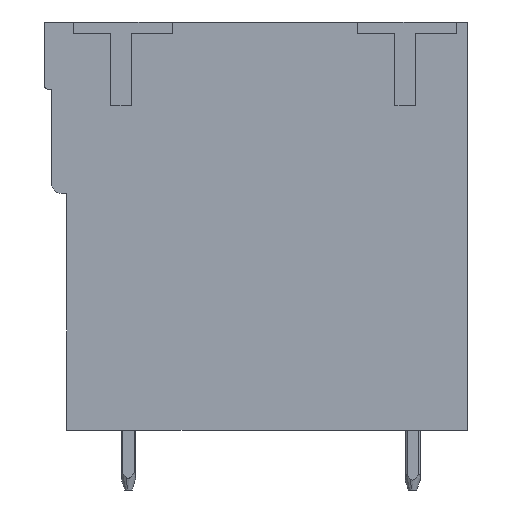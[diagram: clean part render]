
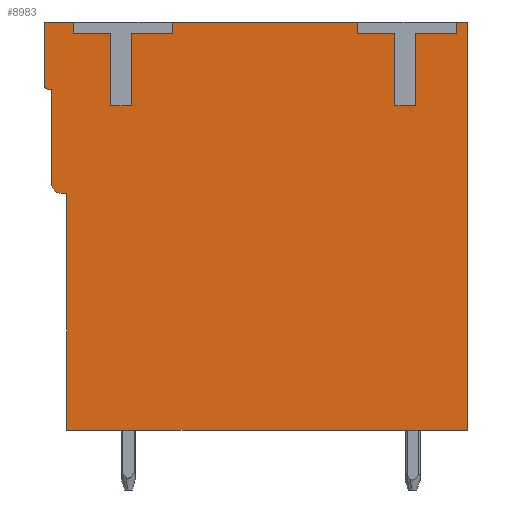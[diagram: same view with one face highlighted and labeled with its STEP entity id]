
A CAD part, left-side view. The second image highlights one B-rep face of the part: STEP entity #8983.
In plain terms, the highlighted planar face has unit normal (-1, 0, 0).
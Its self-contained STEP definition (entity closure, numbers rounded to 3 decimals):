
#8251=AXIS2_PLACEMENT_3D('Circle Axis2P3D',#8249,#8250,$) ;
#8323=AXIS2_PLACEMENT_3D('Circle Axis2P3D',#8321,#8322,$) ;
#8941=AXIS2_PLACEMENT_3D('Plane Axis2P3D',#8938,#8939,#8940) ;
#458=CARTESIAN_POINT('Vertex',(0.3,21.5,3.2)) ;
#461=CARTESIAN_POINT('Line Origine',(0.3,21.5,9.55)) ;
#465=CARTESIAN_POINT('Vertex',(0.3,21.5,15.9)) ;
#7377=CARTESIAN_POINT('Vertex',(0.3,5.9,25.1)) ;
#7380=CARTESIAN_POINT('Line Origine',(0.3,5.9,24.8)) ;
#7384=CARTESIAN_POINT('Vertex',(0.3,5.9,24.5)) ;
#7399=CARTESIAN_POINT('Line Origine',(0.3,4.9,24.5)) ;
#7403=CARTESIAN_POINT('Vertex',(0.3,3.9,24.5)) ;
#7418=CARTESIAN_POINT('Line Origine',(0.3,3.9,22.55)) ;
#7422=CARTESIAN_POINT('Vertex',(0.3,3.9,20.6)) ;
#7437=CARTESIAN_POINT('Line Origine',(0.3,3.35,20.6)) ;
#7441=CARTESIAN_POINT('Vertex',(0.3,2.8,20.6)) ;
#7456=CARTESIAN_POINT('Line Origine',(0.3,2.8,22.55)) ;
#7460=CARTESIAN_POINT('Vertex',(0.3,2.8,24.5)) ;
#7475=CARTESIAN_POINT('Line Origine',(0.3,1.7,24.5)) ;
#7479=CARTESIAN_POINT('Vertex',(0.3,0.6,24.5)) ;
#7494=CARTESIAN_POINT('Line Origine',(0.3,0.6,24.8)) ;
#7498=CARTESIAN_POINT('Vertex',(0.3,0.6,25.1)) ;
#7517=CARTESIAN_POINT('Vertex',(0.3,21.14,25.1)) ;
#7520=CARTESIAN_POINT('Line Origine',(0.3,21.14,24.8)) ;
#7524=CARTESIAN_POINT('Vertex',(0.3,21.14,24.5)) ;
#7539=CARTESIAN_POINT('Line Origine',(0.3,20.14,24.5)) ;
#7543=CARTESIAN_POINT('Vertex',(0.3,19.14,24.5)) ;
#7558=CARTESIAN_POINT('Line Origine',(0.3,19.14,22.55)) ;
#7562=CARTESIAN_POINT('Vertex',(0.3,19.14,20.6)) ;
#7577=CARTESIAN_POINT('Line Origine',(0.3,18.59,20.6)) ;
#7581=CARTESIAN_POINT('Vertex',(0.3,18.04,20.6)) ;
#7596=CARTESIAN_POINT('Line Origine',(0.3,18.04,22.55)) ;
#7600=CARTESIAN_POINT('Vertex',(0.3,18.04,24.5)) ;
#7615=CARTESIAN_POINT('Line Origine',(0.3,16.94,24.5)) ;
#7619=CARTESIAN_POINT('Vertex',(0.3,15.84,24.5)) ;
#7634=CARTESIAN_POINT('Line Origine',(0.3,15.84,24.8)) ;
#7638=CARTESIAN_POINT('Vertex',(0.3,15.84,25.1)) ;
#8225=CARTESIAN_POINT('Line Origine',(0.3,21.65,15.9)) ;
#8229=CARTESIAN_POINT('Vertex',(0.3,21.8,15.9)) ;
#8249=CARTESIAN_POINT('Axis2P3D Location',(0.3,21.8,16.4)) ;
#8253=CARTESIAN_POINT('Vertex',(0.3,22.3,16.4)) ;
#8273=CARTESIAN_POINT('Line Origine',(0.3,22.3,18.95)) ;
#8277=CARTESIAN_POINT('Vertex',(0.3,22.3,21.5)) ;
#8297=CARTESIAN_POINT('Line Origine',(0.3,22.4,21.5)) ;
#8301=CARTESIAN_POINT('Vertex',(0.3,22.5,21.5)) ;
#8321=CARTESIAN_POINT('Axis2P3D Location',(0.3,22.5,21.7)) ;
#8325=CARTESIAN_POINT('Vertex',(0.3,22.7,21.7)) ;
#8345=CARTESIAN_POINT('Line Origine',(0.3,22.7,23.4)) ;
#8349=CARTESIAN_POINT('Vertex',(0.3,22.7,25.1)) ;
#8369=CARTESIAN_POINT('Line Origine',(0.3,10.87,25.1)) ;
#8374=CARTESIAN_POINT('Line Origine',(0.3,0.3,25.1)) ;
#8378=CARTESIAN_POINT('Vertex',(0.3,0.,25.1)) ;
#8386=CARTESIAN_POINT('Line Origine',(0.3,21.92,25.1)) ;
#8938=CARTESIAN_POINT('Axis2P3D Location',(0.3,0.,0.)) ;
#8943=CARTESIAN_POINT('Line Origine',(0.3,10.75,3.2)) ;
#8947=CARTESIAN_POINT('Vertex',(0.3,0.,3.2)) ;
#8950=CARTESIAN_POINT('Line Origine',(0.3,0.,14.15)) ;
#462=DIRECTION('Vector Direction',(0.,0.,1.)) ;
#7381=DIRECTION('Vector Direction',(0.,0.,1.)) ;
#7400=DIRECTION('Vector Direction',(0.,1.,0.)) ;
#7419=DIRECTION('Vector Direction',(0.,0.,1.)) ;
#7438=DIRECTION('Vector Direction',(0.,1.,0.)) ;
#7457=DIRECTION('Vector Direction',(0.,0.,-1.)) ;
#7476=DIRECTION('Vector Direction',(0.,1.,0.)) ;
#7495=DIRECTION('Vector Direction',(0.,0.,-1.)) ;
#7521=DIRECTION('Vector Direction',(0.,0.,1.)) ;
#7540=DIRECTION('Vector Direction',(0.,1.,0.)) ;
#7559=DIRECTION('Vector Direction',(0.,0.,1.)) ;
#7578=DIRECTION('Vector Direction',(0.,1.,0.)) ;
#7597=DIRECTION('Vector Direction',(0.,0.,-1.)) ;
#7616=DIRECTION('Vector Direction',(0.,1.,0.)) ;
#7635=DIRECTION('Vector Direction',(0.,0.,-1.)) ;
#8226=DIRECTION('Vector Direction',(0.,1.,0.)) ;
#8250=DIRECTION('Axis2P3D Direction',(-1.,0.,0.)) ;
#8274=DIRECTION('Vector Direction',(0.,0.,1.)) ;
#8298=DIRECTION('Vector Direction',(0.,1.,0.)) ;
#8322=DIRECTION('Axis2P3D Direction',(-1.,0.,0.)) ;
#8346=DIRECTION('Vector Direction',(0.,0.,1.)) ;
#8370=DIRECTION('Vector Direction',(0.,-1.,0.)) ;
#8375=DIRECTION('Vector Direction',(0.,-1.,0.)) ;
#8387=DIRECTION('Vector Direction',(0.,-1.,0.)) ;
#8939=DIRECTION('Axis2P3D Direction',(-1.,0.,0.)) ;
#8940=DIRECTION('Axis2P3D XDirection',(0.,0.,1.)) ;
#8944=DIRECTION('Vector Direction',(0.,1.,0.)) ;
#8951=DIRECTION('Vector Direction',(0.,0.,-1.)) ;
#463=VECTOR('Line Direction',#462,1.) ;
#7382=VECTOR('Line Direction',#7381,1.) ;
#7401=VECTOR('Line Direction',#7400,1.) ;
#7420=VECTOR('Line Direction',#7419,1.) ;
#7439=VECTOR('Line Direction',#7438,1.) ;
#7458=VECTOR('Line Direction',#7457,1.) ;
#7477=VECTOR('Line Direction',#7476,1.) ;
#7496=VECTOR('Line Direction',#7495,1.) ;
#7522=VECTOR('Line Direction',#7521,1.) ;
#7541=VECTOR('Line Direction',#7540,1.) ;
#7560=VECTOR('Line Direction',#7559,1.) ;
#7579=VECTOR('Line Direction',#7578,1.) ;
#7598=VECTOR('Line Direction',#7597,1.) ;
#7617=VECTOR('Line Direction',#7616,1.) ;
#7636=VECTOR('Line Direction',#7635,1.) ;
#8227=VECTOR('Line Direction',#8226,1.) ;
#8275=VECTOR('Line Direction',#8274,1.) ;
#8299=VECTOR('Line Direction',#8298,1.) ;
#8347=VECTOR('Line Direction',#8346,1.) ;
#8371=VECTOR('Line Direction',#8370,1.) ;
#8376=VECTOR('Line Direction',#8375,1.) ;
#8388=VECTOR('Line Direction',#8387,1.) ;
#8945=VECTOR('Line Direction',#8944,1.) ;
#8952=VECTOR('Line Direction',#8951,1.) ;
#8956=ORIENTED_EDGE('',*,*,#8373,.T.) ;
#8957=ORIENTED_EDGE('',*,*,#7640,.F.) ;
#8958=ORIENTED_EDGE('',*,*,#7621,.F.) ;
#8959=ORIENTED_EDGE('',*,*,#7602,.F.) ;
#8960=ORIENTED_EDGE('',*,*,#7583,.F.) ;
#8961=ORIENTED_EDGE('',*,*,#7564,.F.) ;
#8962=ORIENTED_EDGE('',*,*,#7545,.F.) ;
#8963=ORIENTED_EDGE('',*,*,#7526,.F.) ;
#8964=ORIENTED_EDGE('',*,*,#8390,.T.) ;
#8965=ORIENTED_EDGE('',*,*,#8351,.T.) ;
#8966=ORIENTED_EDGE('',*,*,#8327,.T.) ;
#8967=ORIENTED_EDGE('',*,*,#8303,.T.) ;
#8968=ORIENTED_EDGE('',*,*,#8279,.T.) ;
#8969=ORIENTED_EDGE('',*,*,#8255,.T.) ;
#8970=ORIENTED_EDGE('',*,*,#8231,.T.) ;
#8971=ORIENTED_EDGE('',*,*,#467,.T.) ;
#8972=ORIENTED_EDGE('',*,*,#8949,.T.) ;
#8973=ORIENTED_EDGE('',*,*,#8954,.T.) ;
#8974=ORIENTED_EDGE('',*,*,#8380,.T.) ;
#8975=ORIENTED_EDGE('',*,*,#7500,.F.) ;
#8976=ORIENTED_EDGE('',*,*,#7481,.F.) ;
#8977=ORIENTED_EDGE('',*,*,#7462,.F.) ;
#8978=ORIENTED_EDGE('',*,*,#7443,.F.) ;
#8979=ORIENTED_EDGE('',*,*,#7424,.F.) ;
#8980=ORIENTED_EDGE('',*,*,#7405,.F.) ;
#8981=ORIENTED_EDGE('',*,*,#7386,.F.) ;
#8983=ADVANCED_FACE('HOUSING',(#8982),#8942,.T.) ;
#8252=CIRCLE('generated circle',#8251,0.5) ;
#8324=CIRCLE('generated circle',#8323,0.2) ;
#467=EDGE_CURVE('',#466,#459,#464,.F.) ;
#7386=EDGE_CURVE('',#7378,#7385,#7383,.F.) ;
#7405=EDGE_CURVE('',#7385,#7404,#7402,.F.) ;
#7424=EDGE_CURVE('',#7404,#7423,#7421,.F.) ;
#7443=EDGE_CURVE('',#7423,#7442,#7440,.F.) ;
#7462=EDGE_CURVE('',#7442,#7461,#7459,.F.) ;
#7481=EDGE_CURVE('',#7461,#7480,#7478,.F.) ;
#7500=EDGE_CURVE('',#7480,#7499,#7497,.F.) ;
#7526=EDGE_CURVE('',#7518,#7525,#7523,.F.) ;
#7545=EDGE_CURVE('',#7525,#7544,#7542,.F.) ;
#7564=EDGE_CURVE('',#7544,#7563,#7561,.F.) ;
#7583=EDGE_CURVE('',#7563,#7582,#7580,.F.) ;
#7602=EDGE_CURVE('',#7582,#7601,#7599,.F.) ;
#7621=EDGE_CURVE('',#7601,#7620,#7618,.F.) ;
#7640=EDGE_CURVE('',#7620,#7639,#7637,.F.) ;
#8231=EDGE_CURVE('',#8230,#466,#8228,.F.) ;
#8255=EDGE_CURVE('',#8254,#8230,#8252,.T.) ;
#8279=EDGE_CURVE('',#8278,#8254,#8276,.F.) ;
#8303=EDGE_CURVE('',#8302,#8278,#8300,.F.) ;
#8327=EDGE_CURVE('',#8326,#8302,#8324,.T.) ;
#8351=EDGE_CURVE('',#8350,#8326,#8348,.F.) ;
#8373=EDGE_CURVE('',#7378,#7639,#8372,.F.) ;
#8380=EDGE_CURVE('',#8379,#7499,#8377,.F.) ;
#8390=EDGE_CURVE('',#7518,#8350,#8389,.F.) ;
#8949=EDGE_CURVE('',#459,#8948,#8946,.F.) ;
#8954=EDGE_CURVE('',#8948,#8379,#8953,.F.) ;
#8955=EDGE_LOOP('',(#8956,#8957,#8958,#8959,#8960,#8961,#8962,#8963,#8964,#8965,#8966,#8967,#8968,#8969,#8970,#8971,#8972,#8973,#8974,#8975,#8976,#8977,#8978,#8979,#8980,#8981)) ;
#8982=FACE_OUTER_BOUND('',#8955,.T.) ;
#464=LINE('Line',#461,#463) ;
#7383=LINE('Line',#7380,#7382) ;
#7402=LINE('Line',#7399,#7401) ;
#7421=LINE('Line',#7418,#7420) ;
#7440=LINE('Line',#7437,#7439) ;
#7459=LINE('Line',#7456,#7458) ;
#7478=LINE('Line',#7475,#7477) ;
#7497=LINE('Line',#7494,#7496) ;
#7523=LINE('Line',#7520,#7522) ;
#7542=LINE('Line',#7539,#7541) ;
#7561=LINE('Line',#7558,#7560) ;
#7580=LINE('Line',#7577,#7579) ;
#7599=LINE('Line',#7596,#7598) ;
#7618=LINE('Line',#7615,#7617) ;
#7637=LINE('Line',#7634,#7636) ;
#8228=LINE('Line',#8225,#8227) ;
#8276=LINE('Line',#8273,#8275) ;
#8300=LINE('Line',#8297,#8299) ;
#8348=LINE('Line',#8345,#8347) ;
#8372=LINE('Line',#8369,#8371) ;
#8377=LINE('Line',#8374,#8376) ;
#8389=LINE('Line',#8386,#8388) ;
#8946=LINE('Line',#8943,#8945) ;
#8953=LINE('Line',#8950,#8952) ;
#8942=PLANE('',#8941) ;
#459=VERTEX_POINT('',#458) ;
#466=VERTEX_POINT('',#465) ;
#7378=VERTEX_POINT('',#7377) ;
#7385=VERTEX_POINT('',#7384) ;
#7404=VERTEX_POINT('',#7403) ;
#7423=VERTEX_POINT('',#7422) ;
#7442=VERTEX_POINT('',#7441) ;
#7461=VERTEX_POINT('',#7460) ;
#7480=VERTEX_POINT('',#7479) ;
#7499=VERTEX_POINT('',#7498) ;
#7518=VERTEX_POINT('',#7517) ;
#7525=VERTEX_POINT('',#7524) ;
#7544=VERTEX_POINT('',#7543) ;
#7563=VERTEX_POINT('',#7562) ;
#7582=VERTEX_POINT('',#7581) ;
#7601=VERTEX_POINT('',#7600) ;
#7620=VERTEX_POINT('',#7619) ;
#7639=VERTEX_POINT('',#7638) ;
#8230=VERTEX_POINT('',#8229) ;
#8254=VERTEX_POINT('',#8253) ;
#8278=VERTEX_POINT('',#8277) ;
#8302=VERTEX_POINT('',#8301) ;
#8326=VERTEX_POINT('',#8325) ;
#8350=VERTEX_POINT('',#8349) ;
#8379=VERTEX_POINT('',#8378) ;
#8948=VERTEX_POINT('',#8947) ;
